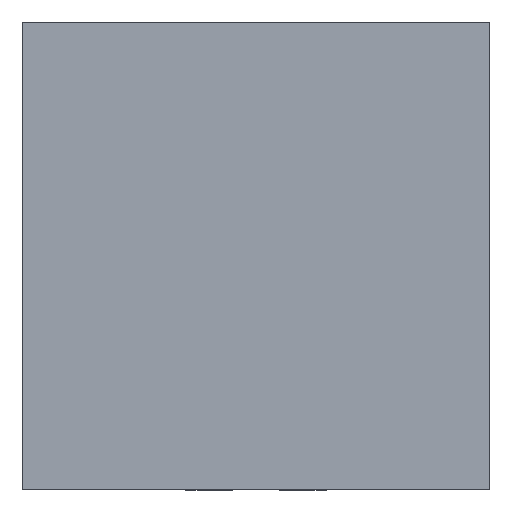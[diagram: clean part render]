
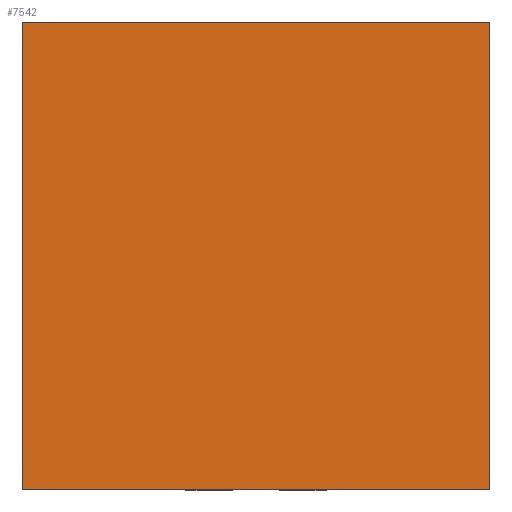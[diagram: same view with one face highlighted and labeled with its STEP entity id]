
A CAD part, top view. The second image highlights one B-rep face of the part: STEP entity #7542.
In plain terms, the highlighted face is planar.
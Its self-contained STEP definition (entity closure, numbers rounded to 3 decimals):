
#5741=DIRECTION('',(0.,0.,1.));
#5742=VECTOR('',#5741,2.);
#5743=CARTESIAN_POINT('',(-1.,0.375,-1.));
#5744=LINE('',#5743,#5742);
#5748=DIRECTION('',(-1.,0.,0.));
#5749=VECTOR('',#5748,2.);
#5750=CARTESIAN_POINT('',(1.,0.375,-1.));
#5751=LINE('',#5750,#5749);
#5755=DIRECTION('',(0.,0.,-1.));
#5756=VECTOR('',#5755,2.);
#5757=CARTESIAN_POINT('',(1.,0.375,1.));
#5758=LINE('',#5757,#5756);
#5762=DIRECTION('',(1.,0.,0.));
#5763=VECTOR('',#5762,2.);
#5764=CARTESIAN_POINT('',(-1.,0.375,1.));
#5765=LINE('',#5764,#5763);
#6094=CARTESIAN_POINT('',(-1.,0.375,-1.));
#6095=CARTESIAN_POINT('',(-1.,0.375,1.));
#6096=VERTEX_POINT('',#6094);
#6097=VERTEX_POINT('',#6095);
#6098=CARTESIAN_POINT('',(1.,0.375,1.));
#6099=VERTEX_POINT('',#6098);
#6100=CARTESIAN_POINT('',(1.,0.375,-1.));
#6101=VERTEX_POINT('',#6100);
#7531=CARTESIAN_POINT('',(0.,0.375,0.));
#7532=DIRECTION('',(0.,1.,0.));
#7533=DIRECTION('',(1.,0.,0.));
#7534=AXIS2_PLACEMENT_3D('',#7531,#7532,#7533);
#7535=PLANE('',#7534);
#7536=ORIENTED_EDGE('',*,*,#6712,.F.);
#7537=ORIENTED_EDGE('',*,*,#6784,.F.);
#7538=ORIENTED_EDGE('',*,*,#6997,.F.);
#7539=ORIENTED_EDGE('',*,*,#7430,.F.);
#7540=EDGE_LOOP('',(#7536,#7537,#7538,#7539));
#7541=FACE_OUTER_BOUND('',#7540,.F.);
#6712=EDGE_CURVE('',#6096,#6097,#5744,.T.);
#6784=EDGE_CURVE('',#6101,#6096,#5751,.T.);
#6997=EDGE_CURVE('',#6099,#6101,#5758,.T.);
#7430=EDGE_CURVE('',#6097,#6099,#5765,.T.);
#7542=ADVANCED_FACE('',(#7541),#7535,.T.);
